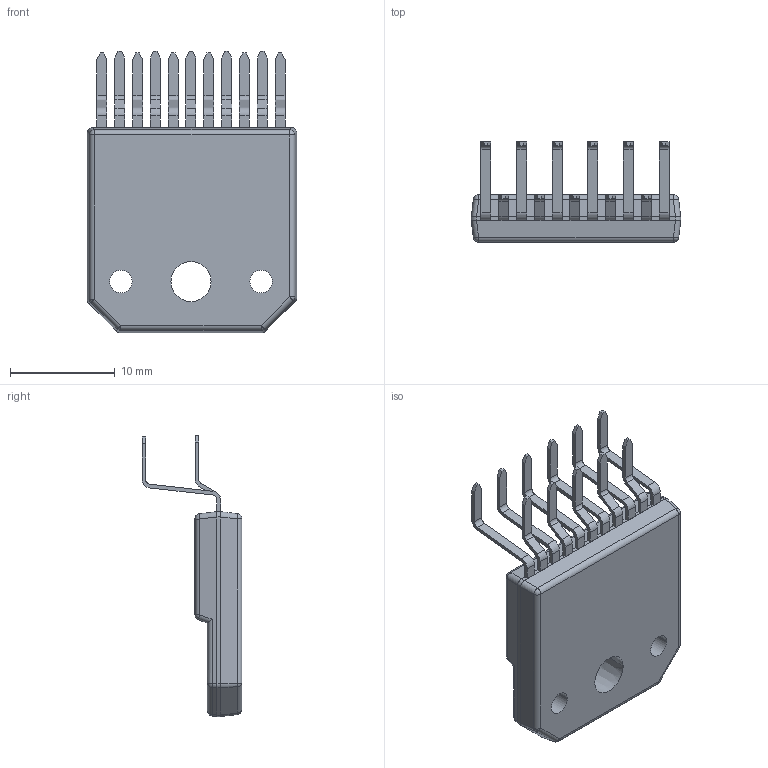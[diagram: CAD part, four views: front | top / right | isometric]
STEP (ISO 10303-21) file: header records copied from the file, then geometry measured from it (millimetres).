
FILE_DESCRIPTION((''),'2;1');
FILE_NAME('TF11B_ASM','2010-03-11T',('CKXSSC'),(''),'PRO/ENGINEER BY PARAMETRIC TECHNOLOGY CORPORATION, 2009060','PRO/ENGINEER BY PARAMETRIC TECHNOLOGY CORPORATION, 2009060','');
FILE_SCHEMA(('AUTOMOTIVE_DESIGN_CC2 { 1 2 10303 214 -1 1 5 2 }'));
Length unit declared in the file: inch
Products named in the file (4): BODY_TF11B; LEAD_SH_TF11B; LEAD_LG_TF11B; TF11B_ASM
Assembly tree (12 placements, depth 2):
  TF11B_ASM
    BODY_TF11B
    LEAD_SH_TF11B  x6
    LEAD_LG_TF11B  x5
Bounding box: 20.02 x 9.55 x 26.87 mm (x, y, z)
Volume: 1446.3 mm3; surface area: 1383.5 mm2
Topology: 12 solids, 12 shells, 259 faces, 641 edges, 408 vertices
Faces by surface type: plane 156, cylinder 87, sphere 14, cone 2
Entity records: 4227 total; most frequent: CARTESIAN_POINT 671, DIRECTION 579, ORIENTED_EDGE 526, PRESENTATION_STYLE_ASSIGNMENT 266, STYLED_ITEM 266, CURVE_STYLE 263, EDGE_CURVE 263, AXIS2_PLACEMENT_3D 209
